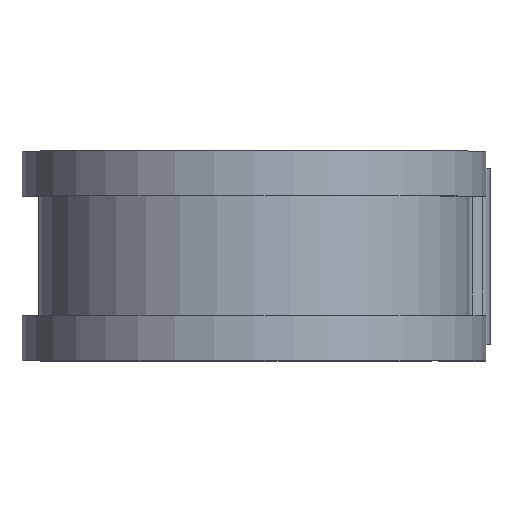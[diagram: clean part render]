
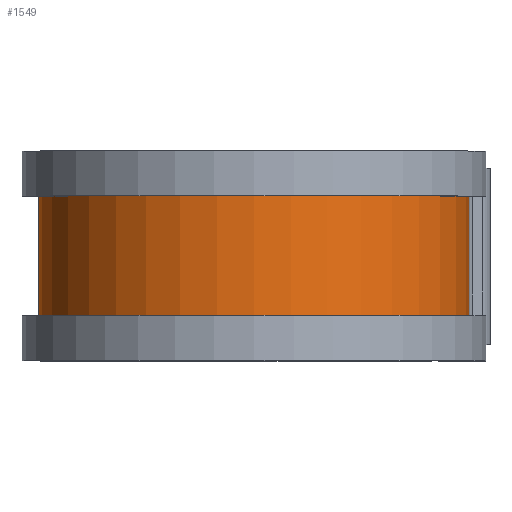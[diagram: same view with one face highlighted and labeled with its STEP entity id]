
A CAD part, top view. The second image highlights one B-rep face of the part: STEP entity #1549.
In plain terms, the highlighted cylindrical face has radius 19.406 mm (diameter 38.811 mm), a partial arc.
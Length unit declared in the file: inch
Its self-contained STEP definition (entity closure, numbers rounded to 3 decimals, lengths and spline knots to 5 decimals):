
#71 = CARTESIAN_POINT ( 'NONE',  ( 0.764, 0.3125, 0. ) ) ;
#193 = DIRECTION ( 'NONE',  ( 0., -1., 0. ) ) ;
#208 = VECTOR ( 'NONE', #1028, 39.37008 ) ;
#217 = DIRECTION ( 'NONE',  ( 0., -1., 0. ) ) ;
#233 = CARTESIAN_POINT ( 'NONE',  ( 0., 0.3125, -0.764 ) ) ;
#236 = CARTESIAN_POINT ( 'NONE',  ( 0., -0.2125, -0.764 ) ) ;
#292 = DIRECTION ( 'NONE',  ( 0., -1., 0. ) ) ;
#325 = CARTESIAN_POINT ( 'NONE',  ( 0., 0.3125, 0. ) ) ;
#416 = VECTOR ( 'NONE', #193, 39.37008 ) ;
#448 = AXIS2_PLACEMENT_3D ( 'NONE', #967, #217, #1123 ) ;
#524 = EDGE_CURVE ( 'NONE', #963, #1280, #1686, .T. ) ;
#525 = ORIENTED_EDGE ( 'NONE', *, *, #524, .T. ) ;
#545 = CARTESIAN_POINT ( 'NONE',  ( 0.764, 0.2125, 0. ) ) ;
#585 = CIRCLE ( 'NONE', #749, 0.764 ) ;
#595 = LINE ( 'NONE', #71, #208 ) ;
#669 = FACE_OUTER_BOUND ( 'NONE', #1673, .T. ) ;
#749 = AXIS2_PLACEMENT_3D ( 'NONE', #1026, #292, #1195 ) ;
#762 = CARTESIAN_POINT ( 'NONE',  ( 0.764, -0.2125, 0. ) ) ;
#794 = CARTESIAN_POINT ( 'NONE',  ( 0., 0.2125, -0.764 ) ) ;
#824 = DIRECTION ( 'NONE',  ( 0., -1., 0. ) ) ;
#938 = VERTEX_POINT ( 'NONE', #545 ) ;
#963 = VERTEX_POINT ( 'NONE', #794 ) ;
#967 = CARTESIAN_POINT ( 'NONE',  ( 0., 0.2125, 0. ) ) ;
#975 = EDGE_CURVE ( 'NONE', #938, #1721, #595, .T. ) ;
#1026 = CARTESIAN_POINT ( 'NONE',  ( 0., -0.2125, 0. ) ) ;
#1028 = DIRECTION ( 'NONE',  ( 0., -1., 0. ) ) ;
#1032 = ORIENTED_EDGE ( 'NONE', *, *, #1749, .T. ) ;
#1123 = DIRECTION ( 'NONE',  ( 0., 0., -1. ) ) ;
#1195 = DIRECTION ( 'NONE',  ( 0., 0., -1. ) ) ;
#1224 = DIRECTION ( 'NONE',  ( 0., 0., -1. ) ) ;
#1259 = CYLINDRICAL_SURFACE ( 'NONE', #1512, 0.764 ) ;
#1280 = VERTEX_POINT ( 'NONE', #236 ) ;
#1322 = ORIENTED_EDGE ( 'NONE', *, *, #975, .F. ) ;
#1400 = EDGE_CURVE ( 'NONE', #1721, #1280, #585, .T. ) ;
#1512 = AXIS2_PLACEMENT_3D ( 'NONE', #325, #824, #1224 ) ;
#1544 = ORIENTED_EDGE ( 'NONE', *, *, #1400, .F. ) ;
#1549 = ADVANCED_FACE ( 'NONE', ( #669 ), #1259, .T. ) ;
#1625 = CIRCLE ( 'NONE', #448, 0.764 ) ;
#1673 = EDGE_LOOP ( 'NONE', ( #1322, #1032, #525, #1544 ) ) ;
#1686 = LINE ( 'NONE', #233, #416 ) ;
#1721 = VERTEX_POINT ( 'NONE', #762 ) ;
#1749 = EDGE_CURVE ( 'NONE', #938, #963, #1625, .T. ) ;
